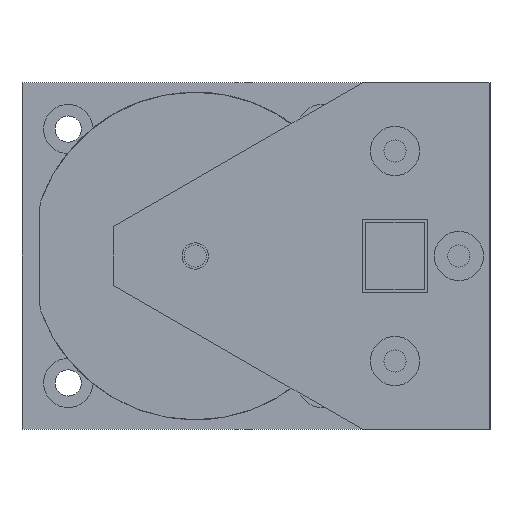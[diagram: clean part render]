
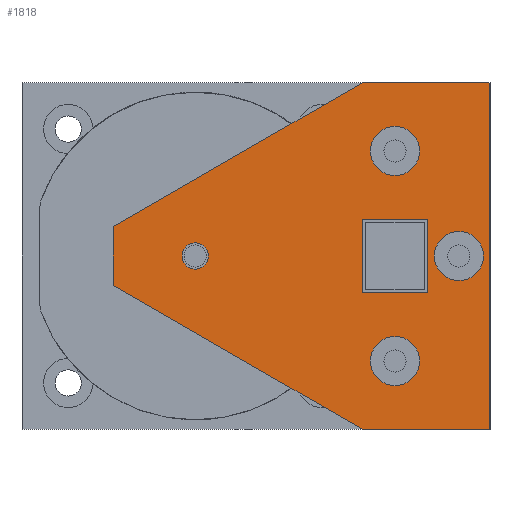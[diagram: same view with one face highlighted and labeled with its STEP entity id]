
A CAD part, front view. The second image highlights one B-rep face of the part: STEP entity #1818.
In plain terms, the highlighted planar face has unit normal (0, -1, 0).
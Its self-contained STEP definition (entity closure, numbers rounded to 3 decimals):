
#75=FACE_BOUND('',#439,.T.);
#76=FACE_BOUND('',#440,.T.);
#77=FACE_BOUND('',#441,.T.);
#78=FACE_BOUND('',#442,.T.);
#79=FACE_BOUND('',#443,.T.);
#194=PLANE('',#2030);
#300=FACE_OUTER_BOUND('',#438,.T.);
#438=EDGE_LOOP('',(#1621,#1622,#1623,#1624,#1625,#1626));
#439=EDGE_LOOP('',(#1627));
#440=EDGE_LOOP('',(#1628));
#441=EDGE_LOOP('',(#1629));
#442=EDGE_LOOP('',(#1630,#1631,#1632,#1633));
#443=EDGE_LOOP('',(#1634));
#553=LINE('',#3652,#686);
#556=LINE('',#3658,#689);
#559=LINE('',#3664,#692);
#562=LINE('',#3668,#695);
#565=LINE('',#3676,#698);
#568=LINE('',#3682,#701);
#571=LINE('',#3688,#704);
#574=LINE('',#3694,#707);
#577=LINE('',#3700,#710);
#580=LINE('',#3704,#713);
#686=VECTOR('',#2446,10.);
#689=VECTOR('',#2451,10.);
#692=VECTOR('',#2456,10.);
#695=VECTOR('',#2461,10.);
#698=VECTOR('',#2466,10.);
#701=VECTOR('',#2471,10.);
#704=VECTOR('',#2476,10.);
#707=VECTOR('',#2481,10.);
#710=VECTOR('',#2486,10.);
#713=VECTOR('',#2491,10.);
#774=CIRCLE('',#2000,3.);
#778=CIRCLE('',#2007,3.);
#782=CIRCLE('',#2014,3.);
#784=CIRCLE('',#2018,1.6);
#909=VERTEX_POINT('',#3606);
#913=VERTEX_POINT('',#3619);
#917=VERTEX_POINT('',#3632);
#919=VERTEX_POINT('',#3640);
#923=VERTEX_POINT('',#3649);
#924=VERTEX_POINT('',#3651);
#926=VERTEX_POINT('',#3657);
#928=VERTEX_POINT('',#3663);
#931=VERTEX_POINT('',#3673);
#932=VERTEX_POINT('',#3675);
#934=VERTEX_POINT('',#3681);
#936=VERTEX_POINT('',#3687);
#938=VERTEX_POINT('',#3693);
#940=VERTEX_POINT('',#3699);
#1130=EDGE_CURVE('',#909,#909,#774,.T.);
#1136=EDGE_CURVE('',#913,#913,#778,.T.);
#1142=EDGE_CURVE('',#917,#917,#782,.T.);
#1146=EDGE_CURVE('',#919,#919,#784,.T.);
#1151=EDGE_CURVE('',#924,#923,#553,.T.);
#1154=EDGE_CURVE('',#926,#924,#556,.T.);
#1157=EDGE_CURVE('',#928,#926,#559,.T.);
#1160=EDGE_CURVE('',#923,#928,#562,.T.);
#1163=EDGE_CURVE('',#932,#931,#565,.T.);
#1166=EDGE_CURVE('',#934,#932,#568,.T.);
#1169=EDGE_CURVE('',#936,#934,#571,.T.);
#1172=EDGE_CURVE('',#938,#936,#574,.T.);
#1175=EDGE_CURVE('',#940,#938,#577,.T.);
#1178=EDGE_CURVE('',#931,#940,#580,.T.);
#1621=ORIENTED_EDGE('',*,*,#1178,.T.);
#1622=ORIENTED_EDGE('',*,*,#1175,.T.);
#1623=ORIENTED_EDGE('',*,*,#1172,.T.);
#1624=ORIENTED_EDGE('',*,*,#1169,.T.);
#1625=ORIENTED_EDGE('',*,*,#1166,.T.);
#1626=ORIENTED_EDGE('',*,*,#1163,.T.);
#1627=ORIENTED_EDGE('',*,*,#1130,.T.);
#1628=ORIENTED_EDGE('',*,*,#1136,.T.);
#1629=ORIENTED_EDGE('',*,*,#1142,.T.);
#1630=ORIENTED_EDGE('',*,*,#1160,.T.);
#1631=ORIENTED_EDGE('',*,*,#1157,.T.);
#1632=ORIENTED_EDGE('',*,*,#1154,.T.);
#1633=ORIENTED_EDGE('',*,*,#1151,.T.);
#1634=ORIENTED_EDGE('',*,*,#1146,.T.);
#1818=ADVANCED_FACE('',(#300,#75,#76,#77,#78,#79),#194,.T.);
#2000=AXIS2_PLACEMENT_3D('',#3607,#2395,#2396);
#2007=AXIS2_PLACEMENT_3D('',#3620,#2411,#2412);
#2014=AXIS2_PLACEMENT_3D('',#3633,#2427,#2428);
#2018=AXIS2_PLACEMENT_3D('',#3641,#2437,#2438);
#2030=AXIS2_PLACEMENT_3D('',#3705,#2492,#2493);
#2395=DIRECTION('center_axis',(0.,1.,0.));
#2396=DIRECTION('ref_axis',(0.,0.,-1.));
#2411=DIRECTION('center_axis',(0.,1.,0.));
#2412=DIRECTION('ref_axis',(0.,0.,-1.));
#2427=DIRECTION('center_axis',(0.,1.,0.));
#2428=DIRECTION('ref_axis',(0.,0.,-1.));
#2437=DIRECTION('center_axis',(0.,1.,0.));
#2438=DIRECTION('ref_axis',(1.,0.,0.));
#2446=DIRECTION('',(1.,0.,0.));
#2451=DIRECTION('',(0.,0.,1.));
#2456=DIRECTION('',(-1.,0.,0.));
#2461=DIRECTION('',(0.,0.,-1.));
#2466=DIRECTION('',(0.866,0.,-0.5));
#2471=DIRECTION('',(0.,0.,-1.));
#2476=DIRECTION('',(-0.866,0.,-0.5));
#2481=DIRECTION('',(-1.,0.,0.));
#2486=DIRECTION('',(0.,0.,1.));
#2491=DIRECTION('',(1.,0.,0.));
#2492=DIRECTION('center_axis',(0.,-1.,0.));
#2493=DIRECTION('ref_axis',(1.,0.,0.));
#3606=CARTESIAN_POINT('',(32.2,-6.4,3.));
#3607=CARTESIAN_POINT('Origin',(32.2,-6.4,0.));
#3619=CARTESIAN_POINT('',(24.4,-6.4,-9.825));
#3620=CARTESIAN_POINT('Origin',(24.4,-6.4,-12.825));
#3632=CARTESIAN_POINT('',(24.4,-6.4,15.825));
#3633=CARTESIAN_POINT('Origin',(24.4,-6.4,12.825));
#3640=CARTESIAN_POINT('',(-1.6,-6.4,0.));
#3641=CARTESIAN_POINT('Origin',(0.,-6.4,0.));
#3649=CARTESIAN_POINT('',(28.4,-6.4,4.5));
#3651=CARTESIAN_POINT('',(20.4,-6.4,4.5));
#3652=CARTESIAN_POINT('',(20.4,-6.4,4.5));
#3657=CARTESIAN_POINT('',(20.4,-6.4,-4.5));
#3658=CARTESIAN_POINT('',(20.4,-6.4,4.5));
#3663=CARTESIAN_POINT('',(28.4,-6.4,-4.5));
#3664=CARTESIAN_POINT('',(28.4,-6.4,-4.5));
#3668=CARTESIAN_POINT('',(28.4,-6.4,-4.5));
#3673=CARTESIAN_POINT('',(20.4,-6.4,-21.15));
#3675=CARTESIAN_POINT('',(-10.,-6.4,-3.599));
#3676=CARTESIAN_POINT('',(20.4,-6.4,-21.15));
#3681=CARTESIAN_POINT('',(-10.,-6.4,3.599));
#3682=CARTESIAN_POINT('',(-10.,-6.4,-3.599));
#3687=CARTESIAN_POINT('',(20.4,-6.4,21.15));
#3688=CARTESIAN_POINT('',(-10.,-6.4,3.599));
#3693=CARTESIAN_POINT('',(36.,-6.4,21.15));
#3694=CARTESIAN_POINT('',(20.4,-6.4,21.15));
#3699=CARTESIAN_POINT('',(36.,-6.4,-21.15));
#3700=CARTESIAN_POINT('',(36.,-6.4,21.15));
#3704=CARTESIAN_POINT('',(20.4,-6.4,-21.15));
#3705=CARTESIAN_POINT('Origin',(13.,-6.4,0.));
